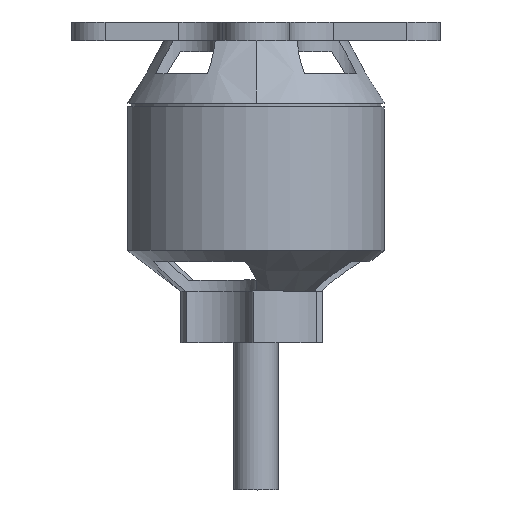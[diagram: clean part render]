
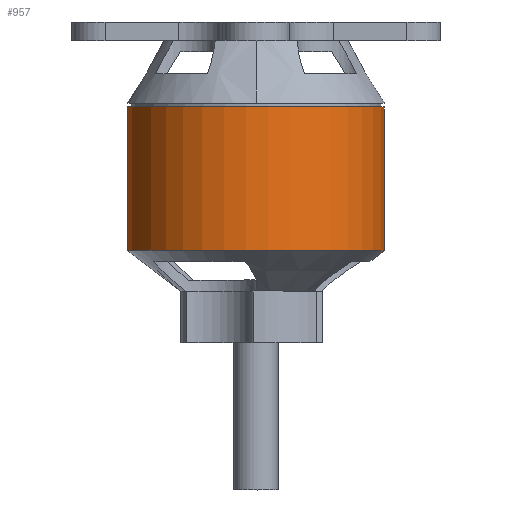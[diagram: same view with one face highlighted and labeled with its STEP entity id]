
A CAD part, top view. The second image highlights one B-rep face of the part: STEP entity #957.
In plain terms, the highlighted cylindrical face has radius 17.5 mm (diameter 35 mm), a partial arc.
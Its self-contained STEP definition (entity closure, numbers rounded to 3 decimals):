
#206 = DIRECTION ( 'NONE',  ( 0., 1., 0. ) ) ;
#207 = DIRECTION ( 'NONE',  ( 0., 1., 0. ) ) ;
#208 = CARTESIAN_POINT ( 'NONE',  ( 0., 0., -17.5 ) ) ;
#212 = CARTESIAN_POINT ( 'NONE',  ( 0., 0., 17.5 ) ) ;
#330 = CARTESIAN_POINT ( 'NONE',  ( 0., -28.5, 0. ) ) ;
#331 = DIRECTION ( 'NONE',  ( 0., 1., 0. ) ) ;
#332 = DIRECTION ( 'NONE',  ( 0., 0., 1. ) ) ;
#339 = CARTESIAN_POINT ( 'NONE',  ( 0., -9., 0. ) ) ;
#340 = DIRECTION ( 'NONE',  ( 0., 1., 0. ) ) ;
#341 = DIRECTION ( 'NONE',  ( 0., 0., 1. ) ) ;
#540 = CARTESIAN_POINT ( 'NONE',  ( 0., 0., 0. ) ) ;
#541 = DIRECTION ( 'NONE',  ( 0., 1., 0. ) ) ;
#549 = DIRECTION ( 'NONE',  ( 0., 0., 1. ) ) ;
#885 = EDGE_CURVE ( 'NONE', #4588, #4616, #2764, .T. ) ;
#887 = EDGE_CURVE ( 'NONE', #4630, #4624, #2766, .T. ) ;
#917 = EDGE_CURVE ( 'NONE', #4588, #4630, #2799, .T. ) ;
#920 = EDGE_CURVE ( 'NONE', #4616, #4624, #2802, .T. ) ;
#957 = ADVANCED_FACE ( 'NONE', ( #2889 ), #2897, .T. ) ;
#1223 = EDGE_LOOP ( 'NONE', ( #1496, #1497, #1498, #1499 ) ) ;
#1496 = ORIENTED_EDGE ( 'NONE', *, *, #885, .F. ) ;
#1497 = ORIENTED_EDGE ( 'NONE', *, *, #917, .T. ) ;
#1498 = ORIENTED_EDGE ( 'NONE', *, *, #887, .T. ) ;
#1499 = ORIENTED_EDGE ( 'NONE', *, *, #920, .F. ) ;
#2605 = AXIS2_PLACEMENT_3D ( 'NONE', #330, #331, #332 ) ;
#2608 = AXIS2_PLACEMENT_3D ( 'NONE', #339, #340, #341 ) ;
#2695 = AXIS2_PLACEMENT_3D ( 'NONE', #540, #541, #549 ) ;
#2764 = LINE ( 'NONE', #208, #2768 ) ;
#2766 = LINE ( 'NONE', #212, #2771 ) ;
#2768 = VECTOR ( 'NONE', #206, 1000. ) ;
#2771 = VECTOR ( 'NONE', #207, 1000. ) ;
#2799 = CIRCLE ( 'NONE', #2605, 17.5 ) ;
#2802 = CIRCLE ( 'NONE', #2608, 17.5 ) ;
#2889 = FACE_OUTER_BOUND ( 'NONE', #1223, .T. ) ;
#2897 = CYLINDRICAL_SURFACE ( 'NONE', #2695, 17.5 ) ;
#4588 = VERTEX_POINT ( 'NONE', #5204 ) ;
#4616 = VERTEX_POINT ( 'NONE', #5219 ) ;
#4624 = VERTEX_POINT ( 'NONE', #5223 ) ;
#4630 = VERTEX_POINT ( 'NONE', #5226 ) ;
#5204 = CARTESIAN_POINT ( 'NONE',  ( 0., -28.5, -17.5 ) ) ;
#5219 = CARTESIAN_POINT ( 'NONE',  ( 0., -9., -17.5 ) ) ;
#5223 = CARTESIAN_POINT ( 'NONE',  ( 0., -9., 17.5 ) ) ;
#5226 = CARTESIAN_POINT ( 'NONE',  ( 0., -28.5, 17.5 ) ) ;
